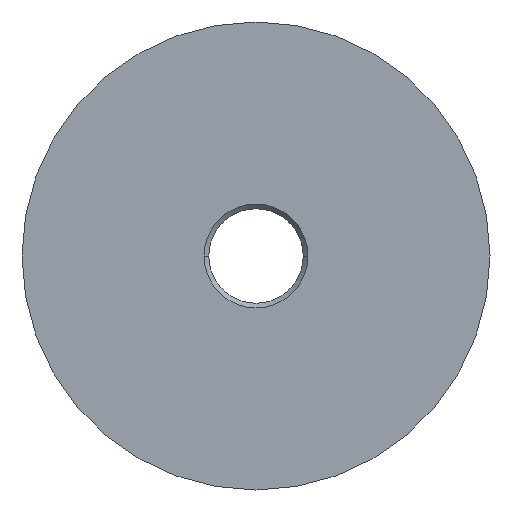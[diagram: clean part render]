
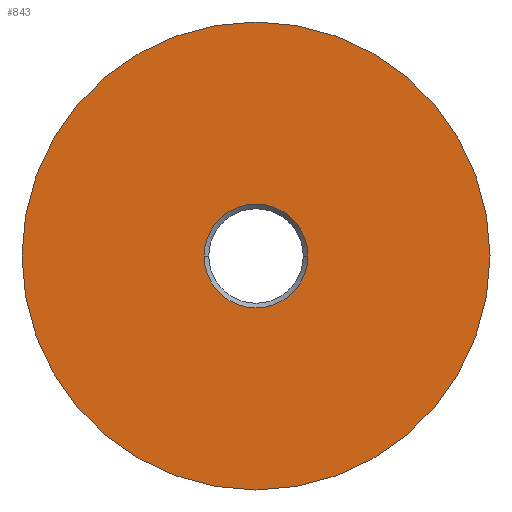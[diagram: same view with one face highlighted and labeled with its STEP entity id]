
A CAD part, left-side view. The second image highlights one B-rep face of the part: STEP entity #843.
In plain terms, the highlighted planar face has unit normal (-1, 0, 0).
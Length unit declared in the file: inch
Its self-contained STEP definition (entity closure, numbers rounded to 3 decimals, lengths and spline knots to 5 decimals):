
#67 = ORIENTED_EDGE ( 'NONE', *, *, #683, .T. ) ;
#92 = AXIS2_PLACEMENT_3D ( 'NONE', #291, #300, #666 ) ;
#145 = EDGE_CURVE ( 'NONE', #480, #886, #390, .T. ) ;
#147 = CARTESIAN_POINT ( 'NONE',  ( -0.3937, 0., 0. ) ) ;
#156 = CARTESIAN_POINT ( 'NONE',  ( -0.3937, 0., 0. ) ) ;
#205 = DIRECTION ( 'NONE',  ( 0., 0., 1. ) ) ;
#234 = DIRECTION ( 'NONE',  ( -1., 0., 0. ) ) ;
#281 = ORIENTED_EDGE ( 'NONE', *, *, #145, .T. ) ;
#291 = CARTESIAN_POINT ( 'NONE',  ( -0.3937, 0., 0. ) ) ;
#293 = FACE_BOUND ( 'NONE', #990, .T. ) ;
#300 = DIRECTION ( 'NONE',  ( -1., 0., 0. ) ) ;
#330 = EDGE_CURVE ( 'NONE', #424, #646, #877, .T. ) ;
#351 = AXIS2_PLACEMENT_3D ( 'NONE', #513, #997, #205 ) ;
#390 = CIRCLE ( 'NONE', #1000, 0.2185 ) ;
#391 = CARTESIAN_POINT ( 'NONE',  ( -0.3937, 0.2185, 0. ) ) ;
#418 = CIRCLE ( 'NONE', #621, 0.2185 ) ;
#424 = VERTEX_POINT ( 'NONE', #765 ) ;
#443 = EDGE_CURVE ( 'NONE', #886, #480, #418, .T. ) ;
#449 = DIRECTION ( 'NONE',  ( 0., -1., 0. ) ) ;
#458 = DIRECTION ( 'NONE',  ( 1., 0., 0. ) ) ;
#462 = DIRECTION ( 'NONE',  ( 0., -1., 0. ) ) ;
#480 = VERTEX_POINT ( 'NONE', #391 ) ;
#483 = AXIS2_PLACEMENT_3D ( 'NONE', #761, #234, #612 ) ;
#513 = CARTESIAN_POINT ( 'NONE',  ( -0.3937, 0.59154, 0. ) ) ;
#606 = FACE_OUTER_BOUND ( 'NONE', #962, .T. ) ;
#612 = DIRECTION ( 'NONE',  ( 0., 1., 0. ) ) ;
#616 = CIRCLE ( 'NONE', #483, 0.98425 ) ;
#621 = AXIS2_PLACEMENT_3D ( 'NONE', #147, #458, #449 ) ;
#646 = VERTEX_POINT ( 'NONE', #682 ) ;
#666 = DIRECTION ( 'NONE',  ( 0., 1., 0. ) ) ;
#682 = CARTESIAN_POINT ( 'NONE',  ( -0.3937, 0.98425, 0. ) ) ;
#683 = EDGE_CURVE ( 'NONE', #646, #424, #616, .T. ) ;
#761 = CARTESIAN_POINT ( 'NONE',  ( -0.3937, 0., 0. ) ) ;
#765 = CARTESIAN_POINT ( 'NONE',  ( -0.3937, -0.98425, 0. ) ) ;
#784 = DIRECTION ( 'NONE',  ( 1., 0., 0. ) ) ;
#816 = ORIENTED_EDGE ( 'NONE', *, *, #443, .T. ) ;
#820 = CARTESIAN_POINT ( 'NONE',  ( -0.3937, -0.2185, 0. ) ) ;
#843 = ADVANCED_FACE ( 'NONE', ( #293, #606 ), #994, .T. ) ;
#863 = ORIENTED_EDGE ( 'NONE', *, *, #330, .T. ) ;
#877 = CIRCLE ( 'NONE', #92, 0.98425 ) ;
#886 = VERTEX_POINT ( 'NONE', #820 ) ;
#962 = EDGE_LOOP ( 'NONE', ( #67, #863 ) ) ;
#990 = EDGE_LOOP ( 'NONE', ( #816, #281 ) ) ;
#994 = PLANE ( 'NONE',  #351 ) ;
#997 = DIRECTION ( 'NONE',  ( -1., 0., 0. ) ) ;
#1000 = AXIS2_PLACEMENT_3D ( 'NONE', #156, #784, #462 ) ;
